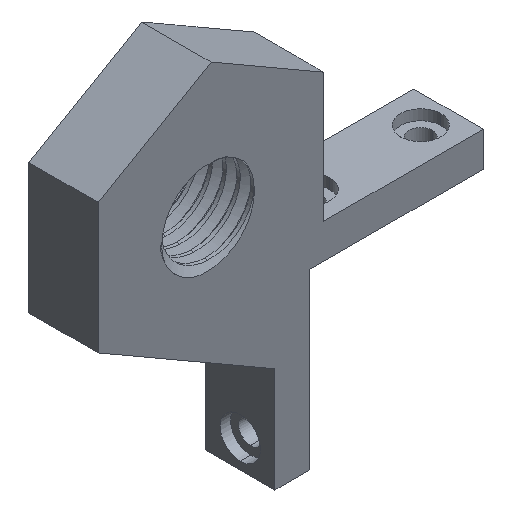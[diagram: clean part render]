
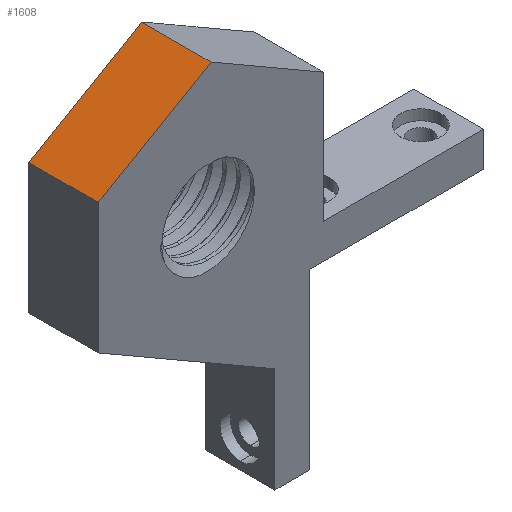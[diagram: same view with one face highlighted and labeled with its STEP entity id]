
A CAD part, isometric view. The second image highlights one B-rep face of the part: STEP entity #1608.
In plain terms, the highlighted planar face has unit normal (-0.5, 0, 0.866).
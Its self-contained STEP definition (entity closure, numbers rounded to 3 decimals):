
#92 = DIRECTION ( 'NONE',  ( 0.866, 0., 0.5 ) ) ;
#133 = CARTESIAN_POINT ( 'NONE',  ( -30.45, 10., 23.582 ) ) ;
#215 = VECTOR ( 'NONE', #2024, 1000. ) ;
#273 = VECTOR ( 'NONE', #2573, 1000. ) ;
#275 = VERTEX_POINT ( 'NONE', #1220 ) ;
#378 = EDGE_CURVE ( 'NONE', #1918, #275, #582, .T. ) ;
#392 = VERTEX_POINT ( 'NONE', #133 ) ;
#428 = DIRECTION ( 'NONE',  ( -0.866, 0., -0.5 ) ) ;
#432 = CARTESIAN_POINT ( 'NONE',  ( -30.45, 10., 23.582 ) ) ;
#477 = EDGE_CURVE ( 'NONE', #1182, #275, #1077, .T. ) ;
#582 = LINE ( 'NONE', #1107, #1262 ) ;
#735 = FACE_OUTER_BOUND ( 'NONE', #1808, .T. ) ;
#888 = LINE ( 'NONE', #432, #2358 ) ;
#1077 = LINE ( 'NONE', #2225, #215 ) ;
#1107 = CARTESIAN_POINT ( 'NONE',  ( -30.45, 0., 23.582 ) ) ;
#1110 = ORIENTED_EDGE ( 'NONE', *, *, #477, .F. ) ;
#1182 = VERTEX_POINT ( 'NONE', #3061 ) ;
#1220 = CARTESIAN_POINT ( 'NONE',  ( -14.2, 0., 32.964 ) ) ;
#1262 = VECTOR ( 'NONE', #92, 1000. ) ;
#1379 = LINE ( 'NONE', #1633, #273 ) ;
#1608 = ADVANCED_FACE ( 'NONE', ( #735 ), #2321, .F. ) ;
#1612 = CARTESIAN_POINT ( 'NONE',  ( -30.45, 10., 23.582 ) ) ;
#1633 = CARTESIAN_POINT ( 'NONE',  ( -30.45, 10., 23.582 ) ) ;
#1808 = EDGE_LOOP ( 'NONE', ( #2360, #1110, #2993, #2827 ) ) ;
#1886 = CARTESIAN_POINT ( 'NONE',  ( -30.45, 0., 23.582 ) ) ;
#1918 = VERTEX_POINT ( 'NONE', #1886 ) ;
#2024 = DIRECTION ( 'NONE',  ( 0., -1., 0. ) ) ;
#2225 = CARTESIAN_POINT ( 'NONE',  ( -14.2, 10., 32.964 ) ) ;
#2321 = PLANE ( 'NONE',  #2749 ) ;
#2358 = VECTOR ( 'NONE', #3008, 1000. ) ;
#2360 = ORIENTED_EDGE ( 'NONE', *, *, #378, .T. ) ;
#2573 = DIRECTION ( 'NONE',  ( 0.866, 0., 0.5 ) ) ;
#2616 = DIRECTION ( 'NONE',  ( 0.5, 0., -0.866 ) ) ;
#2620 = EDGE_CURVE ( 'NONE', #392, #1918, #888, .T. ) ;
#2749 = AXIS2_PLACEMENT_3D ( 'NONE', #1612, #2616, #428 ) ;
#2762 = EDGE_CURVE ( 'NONE', #392, #1182, #1379, .T. ) ;
#2827 = ORIENTED_EDGE ( 'NONE', *, *, #2620, .T. ) ;
#2993 = ORIENTED_EDGE ( 'NONE', *, *, #2762, .F. ) ;
#3008 = DIRECTION ( 'NONE',  ( 0., -1., 0. ) ) ;
#3061 = CARTESIAN_POINT ( 'NONE',  ( -14.2, 10., 32.964 ) ) ;
